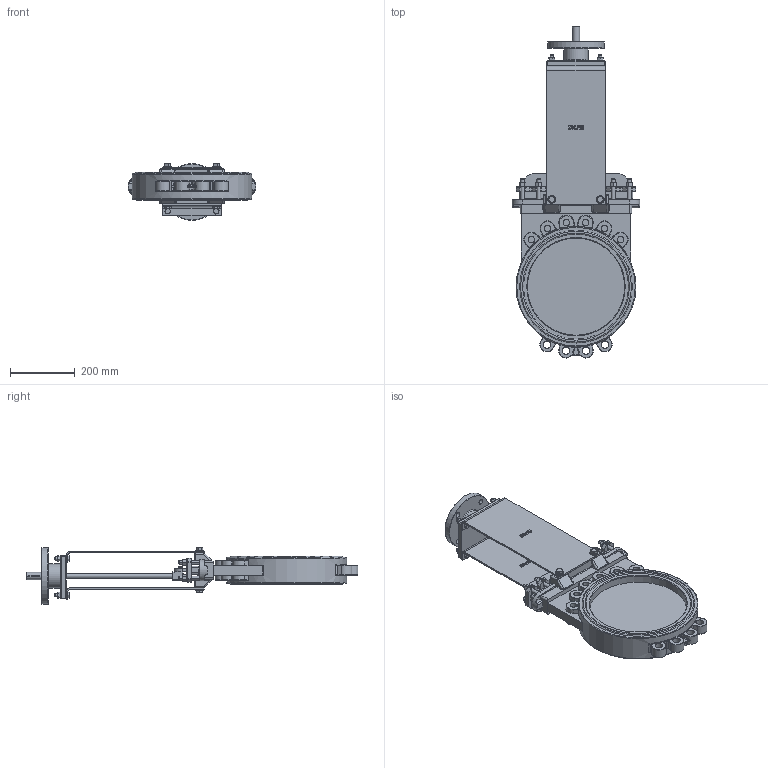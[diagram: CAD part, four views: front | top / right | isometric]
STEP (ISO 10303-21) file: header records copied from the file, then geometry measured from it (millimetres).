
FILE_DESCRIPTION(/* description */ (''),/* implementation_level */ '2;1');
FILE_NAME(/* name */ 'DN300_3D_STEP.stp',/* time_stamp */ '2025-09-04T02:25:11+03:00',/* author */ ('igorr'),/* organization */ (''),/* preprocessor_version */ 'ST-DEVELOPER v20',/* originating_system */ 'Autodesk Inventor 2025',/* authorisation */ '');
FILE_SCHEMA (('AUTOMOTIVE_DESIGN { 1 0 10303 214 3 1 1 }'));
Length unit declared in the file: millimetre
Products named in the file (11): Сборка1; Деталь1; AS 1110 - M8 x 12; Деталь2; Деталь3; DIN 126 - 11; AS 1110 - M10 x 40; ANSI B18.2.4.2M - M10x1,5; AS 1111 - M12 x 45; DIN 126 - 13,5; ANSI B18.2.4.2M - M12x1,75
Assembly tree (42 placements, depth 2):
  Сборка1
    Деталь1
    AS 1110 - M8 x 12  x2
    Деталь2  x2
    Деталь3
    DIN 126 - 11  x4
    AS 1110 - M10 x 40  x4
    ANSI B18.2.4.2M - M10x1,5  x4
    DIN 126 - 13,5  x12
    AS 1111 - M12 x 45  x4
    ANSI B18.2.4.2M - M12x1,75  x8
Bounding box: 394.45 x 1025.12 x 175 mm (x, y, z)
Volume: 10074382 mm3; surface area: 1191121.5 mm2
Topology: 42 solids, 42 shells, 1696 faces, 3921 edges, 2296 vertices
Faces by surface type: plane 640, cylinder 456, cone 252, bspline 142, torus 137, sphere 69
Full cylindrical faces by diameter (mm): 8 x4, 8.376 x4, 10 x6, 10.106 x8, 11 x4, 12 x12, 13 x2, 13.5 x12, 15 x1, 16 x8, 18 x4, 20 x16, 22 x1, 23 x4, 24 x12, 28 x1, 29 x1, 50 x1, 51 x1, 75 x1, 105 x1, 175 x1, 300 x2, 370 x1
Entity records: 38341 total; most frequent: CARTESIAN_POINT 10470, DIRECTION 5696, ORIENTED_EDGE 5440, EDGE_CURVE 2720, AXIS2_PLACEMENT_3D 2229, VERTEX_POINT 1596, EDGE_LOOP 1246, LINE 1238
